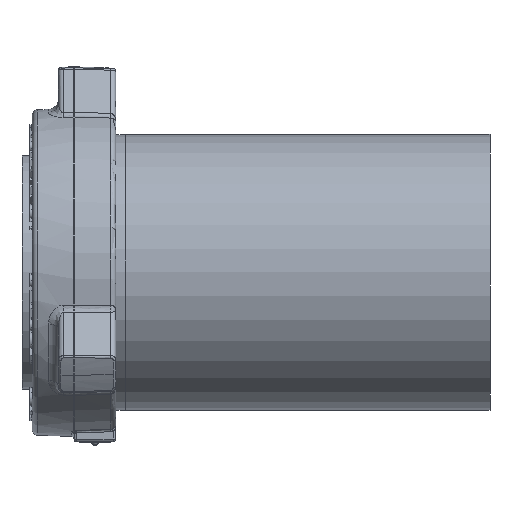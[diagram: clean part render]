
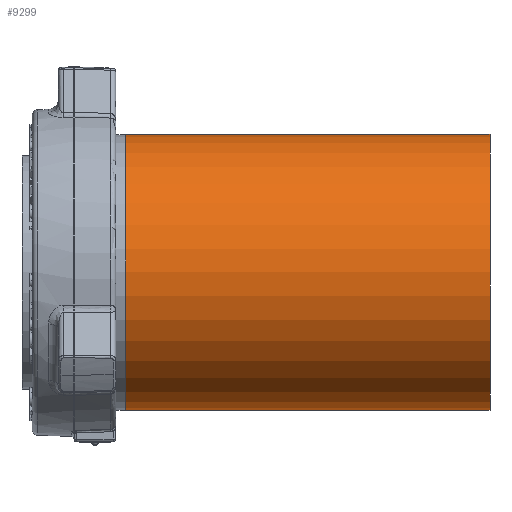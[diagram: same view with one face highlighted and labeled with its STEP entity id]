
A CAD part, left-side view. The second image highlights one B-rep face of the part: STEP entity #9299.
In plain terms, the highlighted cylindrical face has radius 84.138 mm (diameter 168.275 mm), a partial arc.
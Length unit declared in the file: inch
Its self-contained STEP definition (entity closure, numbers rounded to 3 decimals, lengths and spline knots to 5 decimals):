
#1018 = AXIS2_PLACEMENT_3D ( 'NONE', #5820, #31457, #12106 ) ;
#2644 = CARTESIAN_POINT ( 'NONE',  ( 0., 0., -3.3125 ) ) ;
#4548 = DIRECTION ( 'NONE',  ( 0., 0., -1. ) ) ;
#5111 = CIRCLE ( 'NONE', #24496, 3.3125 ) ;
#5820 = CARTESIAN_POINT ( 'NONE',  ( 0., 0., 0. ) ) ;
#6158 = DIRECTION ( 'NONE',  ( 0., -1., 0. ) ) ;
#7391 = AXIS2_PLACEMENT_3D ( 'NONE', #7818, #17203, #4548 ) ;
#7818 = CARTESIAN_POINT ( 'NONE',  ( 0., 10.187, 0. ) ) ;
#9299 = ADVANCED_FACE ( 'NONE', ( #27436 ), #25422, .T. ) ;
#11356 = CARTESIAN_POINT ( 'NONE',  ( 0., 10.187, 3.3125 ) ) ;
#12106 = DIRECTION ( 'NONE',  ( 0., 0., 1. ) ) ;
#12590 = CARTESIAN_POINT ( 'NONE',  ( 0., 10.187, -3.3125 ) ) ;
#13203 = EDGE_CURVE ( 'NONE', #34740, #19200, #16334, .T. ) ;
#14326 = VECTOR ( 'NONE', #6158, 39.37008 ) ;
#15333 = LINE ( 'NONE', #12590, #14326 ) ;
#15922 = ORIENTED_EDGE ( 'NONE', *, *, #13203, .F. ) ;
#16334 = LINE ( 'NONE', #11356, #37995 ) ;
#17203 = DIRECTION ( 'NONE',  ( 0., -1., 0. ) ) ;
#18246 = ORIENTED_EDGE ( 'NONE', *, *, #32654, .T. ) ;
#18977 = DIRECTION ( 'NONE',  ( 0., -1., 0. ) ) ;
#19107 = CARTESIAN_POINT ( 'NONE',  ( 0., 8.75, 0. ) ) ;
#19200 = VERTEX_POINT ( 'NONE', #31870 ) ;
#20169 = EDGE_LOOP ( 'NONE', ( #15922, #18246, #24212, #28489 ) ) ;
#22263 = CIRCLE ( 'NONE', #1018, 3.3125 ) ;
#22631 = DIRECTION ( 'NONE',  ( 0., 0., -1. ) ) ;
#24212 = ORIENTED_EDGE ( 'NONE', *, *, #26147, .T. ) ;
#24496 = AXIS2_PLACEMENT_3D ( 'NONE', #19107, #18977, #22631 ) ;
#25422 = CYLINDRICAL_SURFACE ( 'NONE', #7391, 3.3125 ) ;
#25977 = VERTEX_POINT ( 'NONE', #2644 ) ;
#26147 = EDGE_CURVE ( 'NONE', #32865, #25977, #15333, .T. ) ;
#27436 = FACE_OUTER_BOUND ( 'NONE', #20169, .T. ) ;
#28292 = DIRECTION ( 'NONE',  ( 0., -1., 0. ) ) ;
#28489 = ORIENTED_EDGE ( 'NONE', *, *, #40606, .T. ) ;
#31457 = DIRECTION ( 'NONE',  ( 0., 1., 0. ) ) ;
#31870 = CARTESIAN_POINT ( 'NONE',  ( 0., 0., 3.3125 ) ) ;
#32654 = EDGE_CURVE ( 'NONE', #34740, #32865, #5111, .T. ) ;
#32865 = VERTEX_POINT ( 'NONE', #33381 ) ;
#33381 = CARTESIAN_POINT ( 'NONE',  ( 0., 8.75, -3.3125 ) ) ;
#34740 = VERTEX_POINT ( 'NONE', #40120 ) ;
#37995 = VECTOR ( 'NONE', #28292, 39.37008 ) ;
#40120 = CARTESIAN_POINT ( 'NONE',  ( 0., 8.75, 3.3125 ) ) ;
#40606 = EDGE_CURVE ( 'NONE', #25977, #19200, #22263, .T. ) ;
